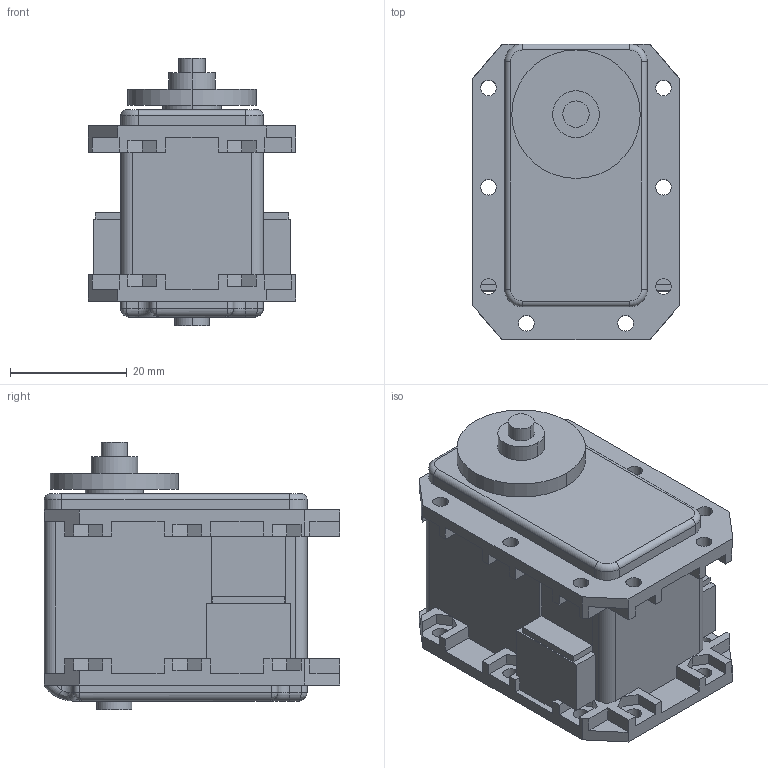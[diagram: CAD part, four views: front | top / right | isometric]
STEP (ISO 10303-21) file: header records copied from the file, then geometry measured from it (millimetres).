
FILE_DESCRIPTION((''),'2;1');
FILE_NAME('DC07_00A_DUMMY-T','2006-11-29T',('bono'),(''),'PRO/ENGINEER BY PARAMETRIC TECHNOLOGY CORPORATION, 2006170','PRO/ENGINEER BY PARAMETRIC TECHNOLOGY CORPORATION, 2006170','');
FILE_SCHEMA(('CONFIG_CONTROL_DESIGN'));
Length unit declared in the file: millimetre
Products named in the file (1): DC07_00A_DUMMY-T
Bounding box: 35.6 x 50.6 x 45.85 mm (x, y, z)
Volume: 44422.8 mm3; surface area: 11728.9 mm2
Topology: 1 solids, 1 shells, 342 faces, 928 edges, 598 vertices
Faces by surface type: plane 244, cylinder 80, torus 10, bspline 8
Entity records: 11197 total; most frequent: CARTESIAN_POINT 2443, ORIENTED_EDGE 1856, DIRECTION 1724, EDGE_CURVE 928, VECTOR 736, LINE 736, VERTEX_POINT 598, AXIS2_PLACEMENT_3D 494
